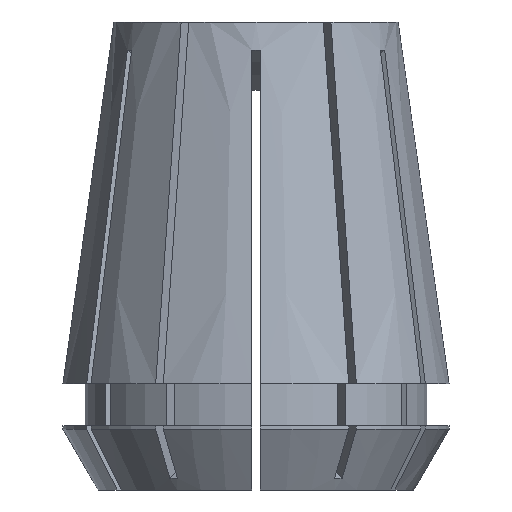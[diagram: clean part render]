
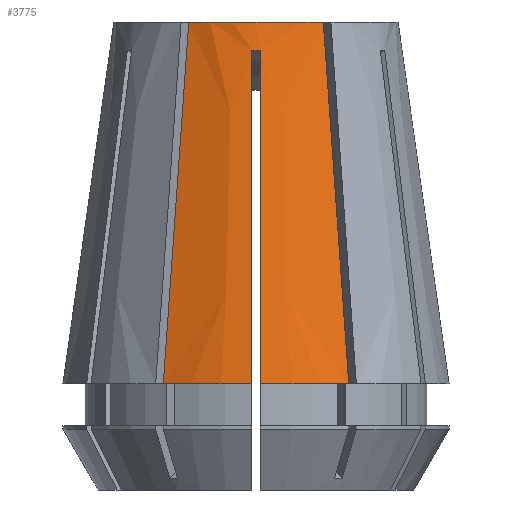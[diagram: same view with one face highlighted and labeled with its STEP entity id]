
A CAD part, front view. The second image highlights one B-rep face of the part: STEP entity #3775.
In plain terms, the highlighted conical face has half-angle 8 degrees and reference radius 16.5 mm.
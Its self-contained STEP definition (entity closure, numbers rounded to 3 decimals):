
#31 = EDGE_LOOP ( 'NONE', ( #1809, #1275, #2553, #3683, #3594, #2611, #2336, #3227 ) ) ;
#83 = CARTESIAN_POINT ( 'NONE',  ( -5.751, -10.711, 0. ) ) ;
#100 = AXIS2_PLACEMENT_3D ( 'NONE', #1136, #170, #2619 ) ;
#154 = AXIS2_PLACEMENT_3D ( 'NONE', #1354, #708, #2001 ) ;
#170 = DIRECTION ( 'NONE',  ( 0., 0., 1. ) ) ;
#207 = CARTESIAN_POINT ( 'NONE',  ( -7.923, -14.474, -30.9 ) ) ;
#211 = CARTESIAN_POINT ( 'NONE',  ( 6.742, -12.427, -14.091 ) ) ;
#223 = CARTESIAN_POINT ( 'NONE',  ( 0.375, -12.49, -2.403 ) ) ;
#253 = CARTESIAN_POINT ( 'NONE',  ( 0.375, -13.825, -11.902 ) ) ;
#520 = CARTESIAN_POINT ( 'NONE',  ( 7.466, -13.681, -24.391 ) ) ;
#580 = CARTESIAN_POINT ( 'NONE',  ( 0., 0., -30.9 ) ) ;
#632 = VERTEX_POINT ( 'NONE', #3875 ) ;
#686 = EDGE_CURVE ( 'NONE', #632, #1206, #1487, .T. ) ;
#708 = DIRECTION ( 'NONE',  ( 0., 0., -1. ) ) ;
#762 = EDGE_CURVE ( 'NONE', #632, #2941, #3648, .T. ) ;
#767 = CARTESIAN_POINT ( 'NONE',  ( -0.375, -12.49, -2.403 ) ) ;
#828 = CARTESIAN_POINT ( 'NONE',  ( 7.923, -14.474, -30.9 ) ) ;
#894 = DIRECTION ( 'NONE',  ( 1., 0., 0. ) ) ;
#986 = CARTESIAN_POINT ( 'NONE',  ( -7.923, -14.474, -30.9 ) ) ;
#1088 = VERTEX_POINT ( 'NONE', #3022 ) ;
#1136 = CARTESIAN_POINT ( 'NONE',  ( 0., 0., 0. ) ) ;
#1157 = CARTESIAN_POINT ( 'NONE',  ( 0., 0., -30.9 ) ) ;
#1206 = VERTEX_POINT ( 'NONE', #3721 ) ;
#1241 = VERTEX_POINT ( 'NONE', #986 ) ;
#1275 = ORIENTED_EDGE ( 'NONE', *, *, #1958, .F. ) ;
#1354 = CARTESIAN_POINT ( 'NONE',  ( 0., 0., -30.9 ) ) ;
#1443 = CARTESIAN_POINT ( 'NONE',  ( 0.375, -16.496, -30.9 ) ) ;
#1486 = CARTESIAN_POINT ( 'NONE',  ( -0.375, -13.825, -11.902 ) ) ;
#1487 = CIRCLE ( 'NONE', #3215, 16.5 ) ;
#1583 = CIRCLE ( 'NONE', #1766, 16.5 ) ;
#1615 = CARTESIAN_POINT ( 'NONE',  ( -0.375, -16.496, -30.9 ) ) ;
#1622 = CONICAL_SURFACE ( 'NONE', #154, 16.5, 0.14 ) ;
#1722 = FACE_OUTER_BOUND ( 'NONE', #31, .T. ) ;
#1762 = CARTESIAN_POINT ( 'NONE',  ( 0.125, -12.497, -2.399 ) ) ;
#1766 = AXIS2_PLACEMENT_3D ( 'NONE', #580, #2771, #894 ) ;
#1790 = CARTESIAN_POINT ( 'NONE',  ( -5.751, -10.711, 0. ) ) ;
#1801 = CARTESIAN_POINT ( 'NONE',  ( -7.237, -13.285, -21.136 ) ) ;
#1804 = CARTESIAN_POINT ( 'NONE',  ( 5.751, -10.711, 0. ) ) ;
#1809 = ORIENTED_EDGE ( 'NONE', *, *, #2622, .F. ) ;
#1835 = B_SPLINE_CURVE_WITH_KNOTS ( 'NONE', 3,
 ( #3003, #2103, #1486, #3609 ),
 .UNSPECIFIED., .F., .F.,
 ( 4, 4 ),
 ( 0.024, 0.052 ),
 .UNSPECIFIED. ) ;
#1958 = EDGE_CURVE ( 'NONE', #2405, #1088, #2915, .T. ) ;
#2001 = DIRECTION ( 'NONE',  ( -1., 0., 0. ) ) ;
#2101 = CARTESIAN_POINT ( 'NONE',  ( -7.695, -14.077, -27.645 ) ) ;
#2103 = CARTESIAN_POINT ( 'NONE',  ( -0.375, -15.161, -21.401 ) ) ;
#2108 = B_SPLINE_CURVE_WITH_KNOTS ( 'NONE', 3,
 ( #767, #2956, #1762, #3845 ),
 .UNSPECIFIED., .F., .F.,
 ( 4, 4 ),
 ( 0., 0.001 ),
 .UNSPECIFIED. ) ;
#2196 = VERTEX_POINT ( 'NONE', #1615 ) ;
#2336 = ORIENTED_EDGE ( 'NONE', *, *, #762, .F. ) ;
#2398 = CARTESIAN_POINT ( 'NONE',  ( 7.237, -13.285, -21.136 ) ) ;
#2405 = VERTEX_POINT ( 'NONE', #83 ) ;
#2472 = CARTESIAN_POINT ( 'NONE',  ( 0.375, -12.49, -2.403 ) ) ;
#2496 = VERTEX_POINT ( 'NONE', #2920 ) ;
#2548 = EDGE_CURVE ( 'NONE', #2496, #2941, #2108, .T. ) ;
#2553 = ORIENTED_EDGE ( 'NONE', *, *, #3396, .T. ) ;
#2611 = ORIENTED_EDGE ( 'NONE', *, *, #2548, .T. ) ;
#2619 = DIRECTION ( 'NONE',  ( 1., 0., 0. ) ) ;
#2622 = EDGE_CURVE ( 'NONE', #1088, #1206, #2642, .T. ) ;
#2624 = EDGE_CURVE ( 'NONE', #2196, #2496, #1835, .T. ) ;
#2642 = B_SPLINE_CURVE_WITH_KNOTS ( 'NONE', 3,
 ( #1804, #3596, #211, #2398, #520, #2695, #828 ),
 .UNSPECIFIED., .F., .F.,
 ( 4, 3, 4 ),
 ( 0., 0.021, 0.031 ),
 .UNSPECIFIED. ) ;
#2695 = CARTESIAN_POINT ( 'NONE',  ( 7.695, -14.077, -27.645 ) ) ;
#2771 = DIRECTION ( 'NONE',  ( 0., 0., 1. ) ) ;
#2915 = CIRCLE ( 'NONE', #100, 12.158 ) ;
#2918 = EDGE_CURVE ( 'NONE', #1241, #2196, #1583, .T. ) ;
#2920 = CARTESIAN_POINT ( 'NONE',  ( -0.375, -12.49, -2.403 ) ) ;
#2939 = B_SPLINE_CURVE_WITH_KNOTS ( 'NONE', 3,
 ( #1790, #3868, #3595, #1801, #3884, #2101, #207 ),
 .UNSPECIFIED., .F., .F.,
 ( 4, 3, 4 ),
 ( 0., 0.021, 0.031 ),
 .UNSPECIFIED. ) ;
#2941 = VERTEX_POINT ( 'NONE', #2472 ) ;
#2956 = CARTESIAN_POINT ( 'NONE',  ( -0.125, -12.497, -2.399 ) ) ;
#3003 = CARTESIAN_POINT ( 'NONE',  ( -0.375, -16.496, -30.9 ) ) ;
#3022 = CARTESIAN_POINT ( 'NONE',  ( 5.751, -10.711, 0. ) ) ;
#3215 = AXIS2_PLACEMENT_3D ( 'NONE', #1157, #3907, #3825 ) ;
#3227 = ORIENTED_EDGE ( 'NONE', *, *, #686, .T. ) ;
#3396 = EDGE_CURVE ( 'NONE', #2405, #1241, #2939, .T. ) ;
#3594 = ORIENTED_EDGE ( 'NONE', *, *, #2624, .T. ) ;
#3595 = CARTESIAN_POINT ( 'NONE',  ( -6.742, -12.427, -14.091 ) ) ;
#3596 = CARTESIAN_POINT ( 'NONE',  ( 6.246, -11.569, -7.045 ) ) ;
#3609 = CARTESIAN_POINT ( 'NONE',  ( -0.375, -12.49, -2.403 ) ) ;
#3648 = B_SPLINE_CURVE_WITH_KNOTS ( 'NONE', 3,
 ( #1443, #3894, #253, #223 ),
 .UNSPECIFIED., .F., .F.,
 ( 4, 4 ),
 ( 0.024, 0.052 ),
 .UNSPECIFIED. ) ;
#3683 = ORIENTED_EDGE ( 'NONE', *, *, #2918, .T. ) ;
#3721 = CARTESIAN_POINT ( 'NONE',  ( 7.923, -14.474, -30.9 ) ) ;
#3775 = ADVANCED_FACE ( 'NONE', ( #1722 ), #1622, .T. ) ;
#3825 = DIRECTION ( 'NONE',  ( 1., 0., 0. ) ) ;
#3845 = CARTESIAN_POINT ( 'NONE',  ( 0.375, -12.49, -2.403 ) ) ;
#3868 = CARTESIAN_POINT ( 'NONE',  ( -6.246, -11.569, -7.045 ) ) ;
#3875 = CARTESIAN_POINT ( 'NONE',  ( 0.375, -16.496, -30.9 ) ) ;
#3884 = CARTESIAN_POINT ( 'NONE',  ( -7.466, -13.681, -24.391 ) ) ;
#3894 = CARTESIAN_POINT ( 'NONE',  ( 0.375, -15.161, -21.401 ) ) ;
#3907 = DIRECTION ( 'NONE',  ( 0., 0., 1. ) ) ;
